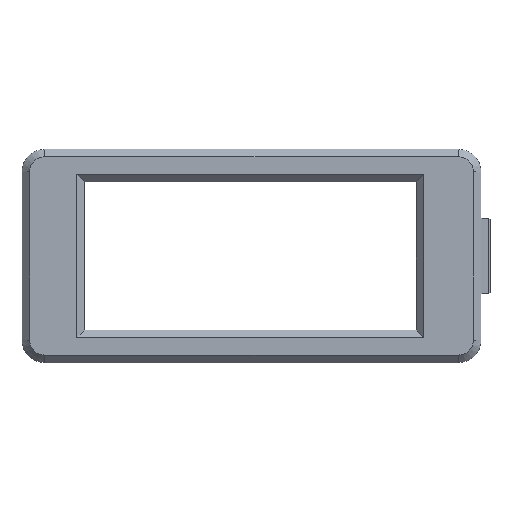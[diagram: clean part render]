
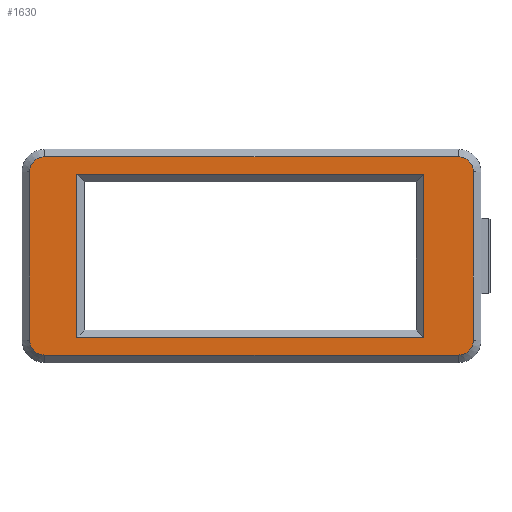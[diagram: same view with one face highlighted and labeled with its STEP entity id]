
A CAD part, top view. The second image highlights one B-rep face of the part: STEP entity #1630.
In plain terms, the highlighted planar face has unit normal (0, 0, 1).
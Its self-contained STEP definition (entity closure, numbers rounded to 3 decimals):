
#1295 = VERTEX_POINT('',#1296);
#1296 = CARTESIAN_POINT('',(29.238,11.426,208.5));
#1304 = VERTEX_POINT('',#1305);
#1305 = CARTESIAN_POINT('',(29.238,-10.974,208.5));
#1311 = EDGE_CURVE('',#1295,#1304,#1312,.T.);
#1312 = LINE('',#1313,#1314);
#1313 = CARTESIAN_POINT('',(29.238,11.426,208.5));
#1314 = VECTOR('',#1315,1.);
#1315 = DIRECTION('',(0.,-1.,0.));
#1341 = EDGE_CURVE('',#1342,#1295,#1344,.T.);
#1342 = VERTEX_POINT('',#1343);
#1343 = CARTESIAN_POINT('',(27.238,13.426,208.5));
#1344 = CIRCLE('',#1345,2.);
#1345 = AXIS2_PLACEMENT_3D('',#1346,#1347,#1348);
#1346 = CARTESIAN_POINT('',(27.238,11.426,208.5));
#1347 = DIRECTION('',(0.,0.,-1.));
#1348 = DIRECTION('',(0.,1.,0.));
#1367 = VERTEX_POINT('',#1368);
#1368 = CARTESIAN_POINT('',(-27.882,13.426,208.5));
#1376 = EDGE_CURVE('',#1367,#1342,#1377,.T.);
#1377 = LINE('',#1378,#1379);
#1378 = CARTESIAN_POINT('',(-27.882,13.426,208.5));
#1379 = VECTOR('',#1380,1.);
#1380 = DIRECTION('',(1.,0.,0.));
#1390 = EDGE_CURVE('',#1304,#1391,#1393,.T.);
#1391 = VERTEX_POINT('',#1392);
#1392 = CARTESIAN_POINT('',(27.238,-12.974,208.5));
#1393 = CIRCLE('',#1394,2.);
#1394 = AXIS2_PLACEMENT_3D('',#1395,#1396,#1397);
#1395 = CARTESIAN_POINT('',(27.238,-10.974,208.5));
#1396 = DIRECTION('',(0.,0.,-1.));
#1397 = DIRECTION('',(1.,0.,0.));
#1415 = EDGE_CURVE('',#1416,#1367,#1418,.T.);
#1416 = VERTEX_POINT('',#1417);
#1417 = CARTESIAN_POINT('',(-29.882,11.426,208.5));
#1418 = CIRCLE('',#1419,2.);
#1419 = AXIS2_PLACEMENT_3D('',#1420,#1421,#1422);
#1420 = CARTESIAN_POINT('',(-27.882,11.426,208.5));
#1421 = DIRECTION('',(0.,0.,-1.));
#1422 = DIRECTION('',(-1.,0.,0.));
#1443 = VERTEX_POINT('',#1444);
#1444 = CARTESIAN_POINT('',(-27.882,-12.974,208.5));
#1450 = EDGE_CURVE('',#1391,#1443,#1451,.T.);
#1451 = LINE('',#1452,#1453);
#1452 = CARTESIAN_POINT('',(27.238,-12.974,208.5));
#1453 = VECTOR('',#1454,1.);
#1454 = DIRECTION('',(-1.,0.,0.));
#1465 = VERTEX_POINT('',#1466);
#1466 = CARTESIAN_POINT('',(-29.882,-10.974,208.5));
#1474 = EDGE_CURVE('',#1465,#1416,#1475,.T.);
#1475 = LINE('',#1476,#1477);
#1476 = CARTESIAN_POINT('',(-29.882,-10.974,208.5));
#1477 = VECTOR('',#1478,1.);
#1478 = DIRECTION('',(0.,1.,0.));
#1488 = EDGE_CURVE('',#1443,#1465,#1489,.T.);
#1489 = CIRCLE('',#1490,2.);
#1490 = AXIS2_PLACEMENT_3D('',#1491,#1492,#1493);
#1491 = CARTESIAN_POINT('',(-27.882,-10.974,208.5));
#1492 = DIRECTION('',(-0.,-0.,-1.));
#1493 = DIRECTION('',(0.,-1.,0.));
#1527 = VERTEX_POINT('',#1528);
#1528 = CARTESIAN_POINT('',(-23.582,11.126,208.5));
#1536 = VERTEX_POINT('',#1537);
#1537 = CARTESIAN_POINT('',(22.638,11.126,208.5));
#1543 = EDGE_CURVE('',#1527,#1536,#1544,.T.);
#1544 = LINE('',#1545,#1546);
#1545 = CARTESIAN_POINT('',(-22.582,11.126,208.5));
#1546 = VECTOR('',#1547,1.);
#1547 = DIRECTION('',(1.,0.,0.));
#1560 = VERTEX_POINT('',#1561);
#1561 = CARTESIAN_POINT('',(22.638,-10.674,208.5));
#1567 = EDGE_CURVE('',#1536,#1560,#1568,.T.);
#1568 = LINE('',#1569,#1570);
#1569 = CARTESIAN_POINT('',(22.638,10.126,208.5));
#1570 = VECTOR('',#1571,1.);
#1571 = DIRECTION('',(0.,-1.,0.));
#1584 = VERTEX_POINT('',#1585);
#1585 = CARTESIAN_POINT('',(-23.582,-10.674,208.5));
#1591 = EDGE_CURVE('',#1560,#1584,#1592,.T.);
#1592 = LINE('',#1593,#1594);
#1593 = CARTESIAN_POINT('',(21.638,-10.674,208.5));
#1594 = VECTOR('',#1595,1.);
#1595 = DIRECTION('',(-1.,0.,0.));
#1608 = EDGE_CURVE('',#1584,#1527,#1609,.T.);
#1609 = LINE('',#1610,#1611);
#1610 = CARTESIAN_POINT('',(-23.582,-9.674,208.5));
#1611 = VECTOR('',#1612,1.);
#1612 = DIRECTION('',(0.,1.,0.));
#1630 = ADVANCED_FACE('',(#1631,#1641),#1647,.T.);
#1631 = FACE_BOUND('',#1632,.T.);
#1632 = EDGE_LOOP('',(#1633,#1634,#1635,#1636,#1637,#1638,#1639,#1640));
#1633 = ORIENTED_EDGE('',*,*,#1376,.F.);
#1634 = ORIENTED_EDGE('',*,*,#1415,.F.);
#1635 = ORIENTED_EDGE('',*,*,#1474,.F.);
#1636 = ORIENTED_EDGE('',*,*,#1488,.F.);
#1637 = ORIENTED_EDGE('',*,*,#1450,.F.);
#1638 = ORIENTED_EDGE('',*,*,#1390,.F.);
#1639 = ORIENTED_EDGE('',*,*,#1311,.F.);
#1640 = ORIENTED_EDGE('',*,*,#1341,.F.);
#1641 = FACE_BOUND('',#1642,.T.);
#1642 = EDGE_LOOP('',(#1643,#1644,#1645,#1646));
#1643 = ORIENTED_EDGE('',*,*,#1543,.T.);
#1644 = ORIENTED_EDGE('',*,*,#1567,.T.);
#1645 = ORIENTED_EDGE('',*,*,#1591,.T.);
#1646 = ORIENTED_EDGE('',*,*,#1608,.T.);
#1647 = PLANE('',#1648);
#1648 = AXIS2_PLACEMENT_3D('',#1649,#1650,#1651);
#1649 = CARTESIAN_POINT('',(-0.385,0.226,208.5));
#1650 = DIRECTION('',(0.,0.,1.));
#1651 = DIRECTION('',(0.,1.,0.));
